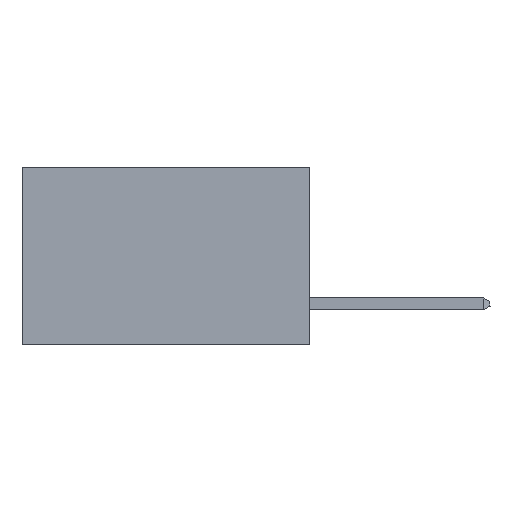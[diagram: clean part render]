
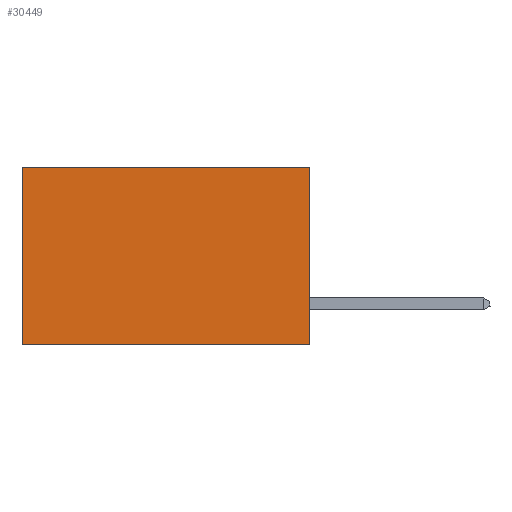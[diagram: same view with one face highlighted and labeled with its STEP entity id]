
A CAD part, left-side view. The second image highlights one B-rep face of the part: STEP entity #30449.
In plain terms, the highlighted planar face has unit normal (-1, 0, 0).
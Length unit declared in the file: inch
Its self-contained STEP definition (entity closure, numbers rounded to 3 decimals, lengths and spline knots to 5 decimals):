
#218 = ORIENTED_EDGE ( 'NONE', *, *, #36331, .F. ) ;
#6747 = CARTESIAN_POINT ( 'NONE',  ( 0.2875, 0., -0.37 ) ) ;
#7089 = DIRECTION ( 'NONE',  ( 1., 0., 0. ) ) ;
#8577 = CARTESIAN_POINT ( 'NONE',  ( 0.2875, 0.6, 0. ) ) ;
#8956 = AXIS2_PLACEMENT_3D ( 'NONE', #15992, #7089, #31978 ) ;
#9586 = LINE ( 'NONE', #8577, #12533 ) ;
#10048 = DIRECTION ( 'NONE',  ( 0., 1., 0. ) ) ;
#10154 = CARTESIAN_POINT ( 'NONE',  ( 0.2875, 0.6, 0. ) ) ;
#11903 = VERTEX_POINT ( 'NONE', #40021 ) ;
#12353 = EDGE_CURVE ( 'NONE', #21857, #38191, #28268, .T. ) ;
#12521 = EDGE_CURVE ( 'NONE', #11903, #18601, #12557, .T. ) ;
#12533 = VECTOR ( 'NONE', #14609, 39.37008 ) ;
#12557 = LINE ( 'NONE', #6747, #19850 ) ;
#13230 = CARTESIAN_POINT ( 'NONE',  ( 0.2875, 0., 0. ) ) ;
#14609 = DIRECTION ( 'NONE',  ( 0., 0., -1. ) ) ;
#15801 = VECTOR ( 'NONE', #31669, 39.37008 ) ;
#15992 = CARTESIAN_POINT ( 'NONE',  ( 0.2875, 0., 0. ) ) ;
#18601 = VERTEX_POINT ( 'NONE', #27836 ) ;
#19754 = EDGE_LOOP ( 'NONE', ( #20984, #35617, #218, #23365 ) ) ;
#19850 = VECTOR ( 'NONE', #10048, 39.37008 ) ;
#19933 = VECTOR ( 'NONE', #23149, 39.37008 ) ;
#20984 = ORIENTED_EDGE ( 'NONE', *, *, #39683, .T. ) ;
#21857 = VERTEX_POINT ( 'NONE', #32461 ) ;
#22854 = FACE_OUTER_BOUND ( 'NONE', #19754, .T. ) ;
#23149 = DIRECTION ( 'NONE',  ( 0., 1., 0. ) ) ;
#23365 = ORIENTED_EDGE ( 'NONE', *, *, #12353, .T. ) ;
#27836 = CARTESIAN_POINT ( 'NONE',  ( 0.2875, 0.6, -0.37 ) ) ;
#28268 = LINE ( 'NONE', #32981, #19933 ) ;
#30449 = ADVANCED_FACE ( 'NONE', ( #22854 ), #34870, .F. ) ;
#31669 = DIRECTION ( 'NONE',  ( 0., 0., -1. ) ) ;
#31978 = DIRECTION ( 'NONE',  ( 0., 0., -1. ) ) ;
#32461 = CARTESIAN_POINT ( 'NONE',  ( 0.2875, 0., 0. ) ) ;
#32981 = CARTESIAN_POINT ( 'NONE',  ( 0.2875, 0., 0. ) ) ;
#34870 = PLANE ( 'NONE',  #8956 ) ;
#35617 = ORIENTED_EDGE ( 'NONE', *, *, #12521, .F. ) ;
#36331 = EDGE_CURVE ( 'NONE', #21857, #11903, #38813, .T. ) ;
#38191 = VERTEX_POINT ( 'NONE', #10154 ) ;
#38813 = LINE ( 'NONE', #13230, #15801 ) ;
#39683 = EDGE_CURVE ( 'NONE', #38191, #18601, #9586, .T. ) ;
#40021 = CARTESIAN_POINT ( 'NONE',  ( 0.2875, 0., -0.37 ) ) ;
